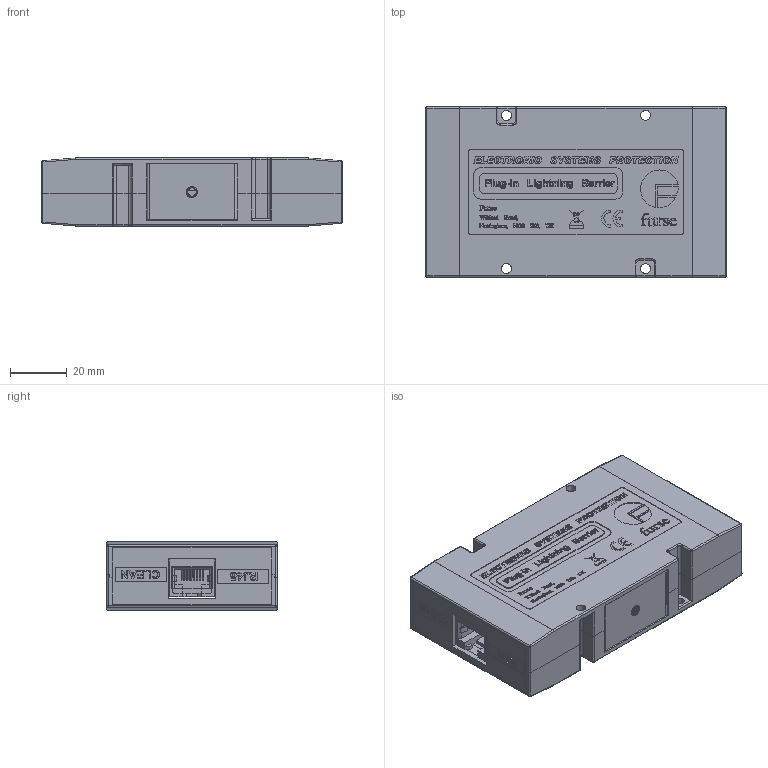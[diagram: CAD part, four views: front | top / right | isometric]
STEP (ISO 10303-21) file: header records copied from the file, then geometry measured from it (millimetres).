
FILE_DESCRIPTION(/* description */ ('ESP Cat-6 & ESP Cat-6/PoE - Caombined Category D, C, B Protector suitable to protect twisted pair ethernet.'),/* implementation_level */ '2;1');
FILE_NAME(/* name */ 'ESP CAT6 - PoE.stp',/* time_stamp */ '2014-02-14T09:23:33+00:00',/* author */ ('N. Brown'),/* organization */ ('W.J.Furse'),/* preprocessor_version */ 'ST-DEVELOPER v15.2',/* originating_system */ 'Autodesk Inventor 2014',/* authorisation */ '');
FILE_SCHEMA (('AUTOMOTIVE_DESIGN { 1 0 10303 214 3 1 1 }'));
Products named in the file (1): ESP CAT6 - POE
Bounding box: 106 x 60 x 24 mm (x, y, z)
Volume: 49331.9 mm3; surface area: 61854.8 mm2
Topology: 1 solids, 1 shells, 7809 faces, 21734 edges, 14268 vertices
Faces by surface type: plane 3992, bspline 2968, cylinder 627, torus 168, cone 30, sphere 24
Full cylindrical faces by diameter (mm): 0.304 x2, 0.425 x2, 1.5 x8, 3 x2, 3.3 x4, 3.5 x4, 4.8 x4, 8 x1
Entity records: 275359 total; most frequent: CARTESIAN_POINT 87669, ORIENTED_EDGE 43478, DIRECTION 26376, EDGE_CURVE 21691, VERTEX_POINT 14268, LINE 14022, VECTOR 14022, EDGE_LOOP 8341
